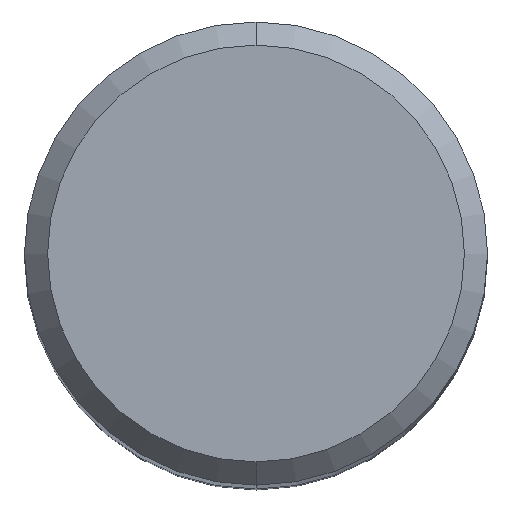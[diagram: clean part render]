
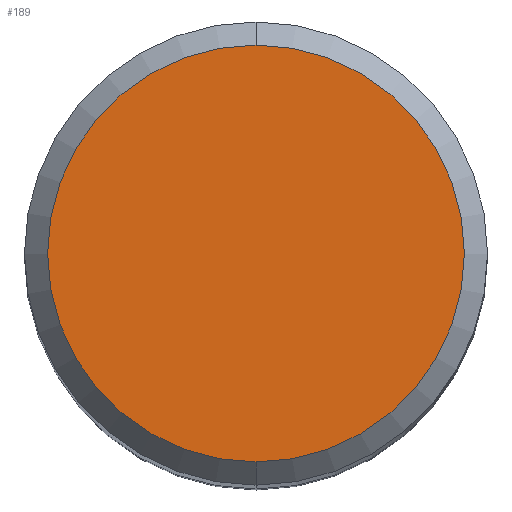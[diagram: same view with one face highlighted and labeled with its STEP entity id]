
A CAD part, top view. The second image highlights one B-rep face of the part: STEP entity #189.
In plain terms, the highlighted planar face has unit normal (0, 0, 1).
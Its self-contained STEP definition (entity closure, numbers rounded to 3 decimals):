
#145=EDGE_CURVE('',#349,#261,#377,.T.);
#189=ADVANCED_FACE('',(#427),#428,.T.);
#261=VERTEX_POINT('',#508);
#267=EDGE_CURVE('',#261,#349,#514,.T.);
#349=VERTEX_POINT('',#608);
#377=CIRCLE('',#630,3.6);
#427=FACE_OUTER_BOUND('',#698,.T.);
#428=PLANE('',#699);
#508=CARTESIAN_POINT('',(0.,-3.6,0.));
#514=CIRCLE('',#806,3.6);
#608=CARTESIAN_POINT('',(0.0,3.6,0.));
#630=AXIS2_PLACEMENT_3D('',#942,#943,#944);
#698=EDGE_LOOP('',(#1018,#1019));
#699=AXIS2_PLACEMENT_3D('',#1020,#1021,#1022);
#806=AXIS2_PLACEMENT_3D('',#1117,#1118,#1119);
#942=CARTESIAN_POINT('',(0.0,0.0,0.));
#943=DIRECTION('',(0.0,0.0,-1.0));
#944=DIRECTION('',(0.0,1.0,0.0));
#1018=ORIENTED_EDGE('',*,*,#145,.F.);
#1019=ORIENTED_EDGE('',*,*,#267,.F.);
#1020=CARTESIAN_POINT('',(0.0,1.8,0.));
#1021=DIRECTION('',(-0.0,0.0,1.0));
#1022=DIRECTION('',(0.0,-1.0,0.0));
#1117=CARTESIAN_POINT('',(0.0,0.0,0.));
#1118=DIRECTION('',(0.0,0.0,-1.0));
#1119=DIRECTION('',(0.0,1.0,0.0));
